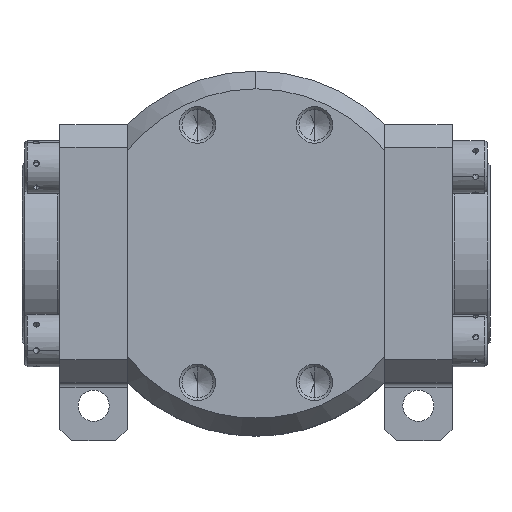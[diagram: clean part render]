
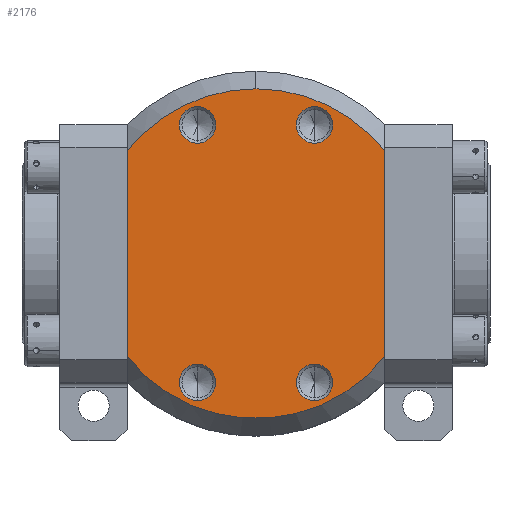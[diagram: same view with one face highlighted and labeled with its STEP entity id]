
A CAD part, front view. The second image highlights one B-rep face of the part: STEP entity #2176.
In plain terms, the highlighted planar face has unit normal (0, -1, 0).
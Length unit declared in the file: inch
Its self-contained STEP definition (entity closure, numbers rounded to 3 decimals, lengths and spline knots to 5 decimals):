
#168 = ORIENTED_EDGE ( 'NONE', *, *, #6380, .F. ) ;
#211 = DIRECTION ( 'NONE',  ( 0., 0., -1. ) ) ;
#230 = DIRECTION ( 'NONE',  ( 0., -1., 0. ) ) ;
#242 = VERTEX_POINT ( 'NONE', #6913 ) ;
#268 = DIRECTION ( 'NONE',  ( 0., -1., 0. ) ) ;
#313 = EDGE_LOOP ( 'NONE', ( #2739, #7949 ) ) ;
#484 = CARTESIAN_POINT ( 'NONE',  ( 0.625, -1.375, -1.57 ) ) ;
#612 = AXIS2_PLACEMENT_3D ( 'NONE', #5741, #15318, #13013 ) ;
#744 = LINE ( 'NONE', #12231, #8605 ) ;
#748 = CARTESIAN_POINT ( 'NONE',  ( -0.625, -1.375, 1.375 ) ) ;
#795 = CIRCLE ( 'NONE', #14837, 1.76094 ) ;
#925 = DIRECTION ( 'NONE',  ( 0., 0., 1. ) ) ;
#1064 = AXIS2_PLACEMENT_3D ( 'NONE', #6778, #3240, #13584 ) ;
#1098 = CIRCLE ( 'NONE', #14113, 0.195 ) ;
#1313 = CARTESIAN_POINT ( 'NONE',  ( 0.625, -1.375, -1.18 ) ) ;
#1415 = CARTESIAN_POINT ( 'NONE',  ( -0.625, -1.375, -1.375 ) ) ;
#1507 = DIRECTION ( 'NONE',  ( 0., 0., 1. ) ) ;
#1619 = VERTEX_POINT ( 'NONE', #12437 ) ;
#1719 = ORIENTED_EDGE ( 'NONE', *, *, #4103, .T. ) ;
#1965 = EDGE_LOOP ( 'NONE', ( #4046, #13761 ) ) ;
#2013 = CIRCLE ( 'NONE', #9961, 0.195 ) ;
#2014 = EDGE_CURVE ( 'NONE', #4226, #2324, #6740, .T. ) ;
#2176 = ADVANCED_FACE ( 'NONE', ( #2463, #14047, #10098, #6924, #3754 ), #12794, .F. ) ;
#2235 = CARTESIAN_POINT ( 'NONE',  ( -0.625, -1.375, 1.375 ) ) ;
#2324 = VERTEX_POINT ( 'NONE', #5359 ) ;
#2443 = DIRECTION ( 'NONE',  ( 0., 0., -1. ) ) ;
#2463 = FACE_BOUND ( 'NONE', #6586, .T. ) ;
#2512 = EDGE_CURVE ( 'NONE', #242, #9234, #5988, .T. ) ;
#2581 = ORIENTED_EDGE ( 'NONE', *, *, #6018, .F. ) ;
#2628 = AXIS2_PLACEMENT_3D ( 'NONE', #2235, #11999, #15441 ) ;
#2739 = ORIENTED_EDGE ( 'NONE', *, *, #11926, .F. ) ;
#2857 = EDGE_CURVE ( 'NONE', #4409, #11170, #14599, .T. ) ;
#2861 = DIRECTION ( 'NONE',  ( 0., 1., 0. ) ) ;
#2906 = CARTESIAN_POINT ( 'NONE',  ( 0., -1.375, 1.76094 ) ) ;
#3240 = DIRECTION ( 'NONE',  ( 0., 1., 0. ) ) ;
#3575 = CARTESIAN_POINT ( 'NONE',  ( -1.375, -1.375, 0. ) ) ;
#3754 = FACE_OUTER_BOUND ( 'NONE', #9554, .T. ) ;
#3870 = DIRECTION ( 'NONE',  ( 0., -1., 0. ) ) ;
#4003 = EDGE_CURVE ( 'NONE', #1619, #7030, #1098, .T. ) ;
#4046 = ORIENTED_EDGE ( 'NONE', *, *, #4003, .F. ) ;
#4103 = EDGE_CURVE ( 'NONE', #242, #2324, #6676, .T. ) ;
#4226 = VERTEX_POINT ( 'NONE', #11041 ) ;
#4349 = DIRECTION ( 'NONE',  ( 0., -1., 0. ) ) ;
#4409 = VERTEX_POINT ( 'NONE', #8900 ) ;
#4564 = ORIENTED_EDGE ( 'NONE', *, *, #2512, .F. ) ;
#5261 = EDGE_LOOP ( 'NONE', ( #2581, #10711 ) ) ;
#5359 = CARTESIAN_POINT ( 'NONE',  ( -1.375, -1.375, -1.10014 ) ) ;
#5505 = ORIENTED_EDGE ( 'NONE', *, *, #14541, .F. ) ;
#5646 = VERTEX_POINT ( 'NONE', #9834 ) ;
#5741 = CARTESIAN_POINT ( 'NONE',  ( 0.625, -1.375, 1.375 ) ) ;
#5823 = DIRECTION ( 'NONE',  ( 0., 1., 0. ) ) ;
#5914 = DIRECTION ( 'NONE',  ( 0., 0., -1. ) ) ;
#5988 = CIRCLE ( 'NONE', #11780, 1.76094 ) ;
#6018 = EDGE_CURVE ( 'NONE', #11170, #4409, #10949, .T. ) ;
#6175 = DIRECTION ( 'NONE',  ( 0., 0., -1. ) ) ;
#6219 = CIRCLE ( 'NONE', #7828, 0.195 ) ;
#6380 = EDGE_CURVE ( 'NONE', #9234, #5646, #795, .T. ) ;
#6549 = CARTESIAN_POINT ( 'NONE',  ( -0.625, -1.375, 1.57 ) ) ;
#6586 = EDGE_LOOP ( 'NONE', ( #5505, #12120 ) ) ;
#6676 = LINE ( 'NONE', #3575, #14364 ) ;
#6701 = DIRECTION ( 'NONE',  ( 0., 0., -1. ) ) ;
#6740 = CIRCLE ( 'NONE', #10072, 1.76094 ) ;
#6778 = CARTESIAN_POINT ( 'NONE',  ( 1.76094, -1.375, 0. ) ) ;
#6913 = CARTESIAN_POINT ( 'NONE',  ( -1.375, -1.375, 1.10014 ) ) ;
#6924 = FACE_BOUND ( 'NONE', #1965, .T. ) ;
#7030 = VERTEX_POINT ( 'NONE', #6549 ) ;
#7323 = CARTESIAN_POINT ( 'NONE',  ( 0.625, -1.375, 1.375 ) ) ;
#7603 = CARTESIAN_POINT ( 'NONE',  ( -0.625, -1.375, -1.57 ) ) ;
#7619 = CARTESIAN_POINT ( 'NONE',  ( 0., -1.375, 0. ) ) ;
#7828 = AXIS2_PLACEMENT_3D ( 'NONE', #11669, #11721, #5914 ) ;
#7949 = ORIENTED_EDGE ( 'NONE', *, *, #10237, .F. ) ;
#8238 = DIRECTION ( 'NONE',  ( 0., 0., 1. ) ) ;
#8428 = EDGE_CURVE ( 'NONE', #4226, #5646, #744, .T. ) ;
#8500 = EDGE_CURVE ( 'NONE', #10177, #13220, #8782, .T. ) ;
#8508 = ORIENTED_EDGE ( 'NONE', *, *, #2014, .F. ) ;
#8605 = VECTOR ( 'NONE', #1507, 39.37008 ) ;
#8782 = CIRCLE ( 'NONE', #12366, 0.195 ) ;
#8816 = DIRECTION ( 'NONE',  ( 0., 0., 1. ) ) ;
#8900 = CARTESIAN_POINT ( 'NONE',  ( 0.625, -1.375, 1.57 ) ) ;
#9234 = VERTEX_POINT ( 'NONE', #2906 ) ;
#9554 = EDGE_LOOP ( 'NONE', ( #4564, #1719, #8508, #15051, #168 ) ) ;
#9834 = CARTESIAN_POINT ( 'NONE',  ( 1.375, -1.375, 1.10014 ) ) ;
#9961 = AXIS2_PLACEMENT_3D ( 'NONE', #1415, #268, #13479 ) ;
#10072 = AXIS2_PLACEMENT_3D ( 'NONE', #15396, #12990, #8238 ) ;
#10098 = FACE_BOUND ( 'NONE', #313, .T. ) ;
#10177 = VERTEX_POINT ( 'NONE', #1313 ) ;
#10237 = EDGE_CURVE ( 'NONE', #14461, #15471, #2013, .T. ) ;
#10711 = ORIENTED_EDGE ( 'NONE', *, *, #2857, .F. ) ;
#10771 = CARTESIAN_POINT ( 'NONE',  ( 0.625, -1.375, 1.18 ) ) ;
#10949 = CIRCLE ( 'NONE', #612, 0.195 ) ;
#10976 = CARTESIAN_POINT ( 'NONE',  ( -0.625, -1.375, -1.375 ) ) ;
#11041 = CARTESIAN_POINT ( 'NONE',  ( 1.375, -1.375, -1.10014 ) ) ;
#11126 = DIRECTION ( 'NONE',  ( 0., -1., 0. ) ) ;
#11170 = VERTEX_POINT ( 'NONE', #10771 ) ;
#11480 = CIRCLE ( 'NONE', #2628, 0.195 ) ;
#11669 = CARTESIAN_POINT ( 'NONE',  ( 0.625, -1.375, -1.375 ) ) ;
#11721 = DIRECTION ( 'NONE',  ( 0., -1., 0. ) ) ;
#11780 = AXIS2_PLACEMENT_3D ( 'NONE', #12883, #5823, #925 ) ;
#11926 = EDGE_CURVE ( 'NONE', #15471, #14461, #12430, .T. ) ;
#11999 = DIRECTION ( 'NONE',  ( 0., -1., 0. ) ) ;
#12120 = ORIENTED_EDGE ( 'NONE', *, *, #8500, .F. ) ;
#12231 = CARTESIAN_POINT ( 'NONE',  ( 1.375, -1.375, 0. ) ) ;
#12366 = AXIS2_PLACEMENT_3D ( 'NONE', #14481, #3870, #211 ) ;
#12430 = CIRCLE ( 'NONE', #12509, 0.195 ) ;
#12437 = CARTESIAN_POINT ( 'NONE',  ( -0.625, -1.375, 1.18 ) ) ;
#12509 = AXIS2_PLACEMENT_3D ( 'NONE', #10976, #11126, #13382 ) ;
#12794 = PLANE ( 'NONE',  #1064 ) ;
#12883 = CARTESIAN_POINT ( 'NONE',  ( 0., -1.375, 0. ) ) ;
#12949 = EDGE_CURVE ( 'NONE', #7030, #1619, #11480, .T. ) ;
#12990 = DIRECTION ( 'NONE',  ( 0., 1., 0. ) ) ;
#13013 = DIRECTION ( 'NONE',  ( 0., 0., -1. ) ) ;
#13022 = CARTESIAN_POINT ( 'NONE',  ( -0.625, -1.375, -1.18 ) ) ;
#13220 = VERTEX_POINT ( 'NONE', #484 ) ;
#13382 = DIRECTION ( 'NONE',  ( 0., 0., -1. ) ) ;
#13410 = AXIS2_PLACEMENT_3D ( 'NONE', #7323, #230, #6175 ) ;
#13479 = DIRECTION ( 'NONE',  ( 0., 0., -1. ) ) ;
#13584 = DIRECTION ( 'NONE',  ( 0., 0., 1. ) ) ;
#13761 = ORIENTED_EDGE ( 'NONE', *, *, #12949, .F. ) ;
#14047 = FACE_BOUND ( 'NONE', #5261, .T. ) ;
#14113 = AXIS2_PLACEMENT_3D ( 'NONE', #748, #4349, #6701 ) ;
#14364 = VECTOR ( 'NONE', #2443, 39.37008 ) ;
#14461 = VERTEX_POINT ( 'NONE', #13022 ) ;
#14481 = CARTESIAN_POINT ( 'NONE',  ( 0.625, -1.375, -1.375 ) ) ;
#14541 = EDGE_CURVE ( 'NONE', #13220, #10177, #6219, .T. ) ;
#14599 = CIRCLE ( 'NONE', #13410, 0.195 ) ;
#14837 = AXIS2_PLACEMENT_3D ( 'NONE', #7619, #2861, #8816 ) ;
#15051 = ORIENTED_EDGE ( 'NONE', *, *, #8428, .T. ) ;
#15318 = DIRECTION ( 'NONE',  ( 0., -1., 0. ) ) ;
#15396 = CARTESIAN_POINT ( 'NONE',  ( 0., -1.375, 0. ) ) ;
#15441 = DIRECTION ( 'NONE',  ( 0., 0., -1. ) ) ;
#15471 = VERTEX_POINT ( 'NONE', #7603 ) ;
